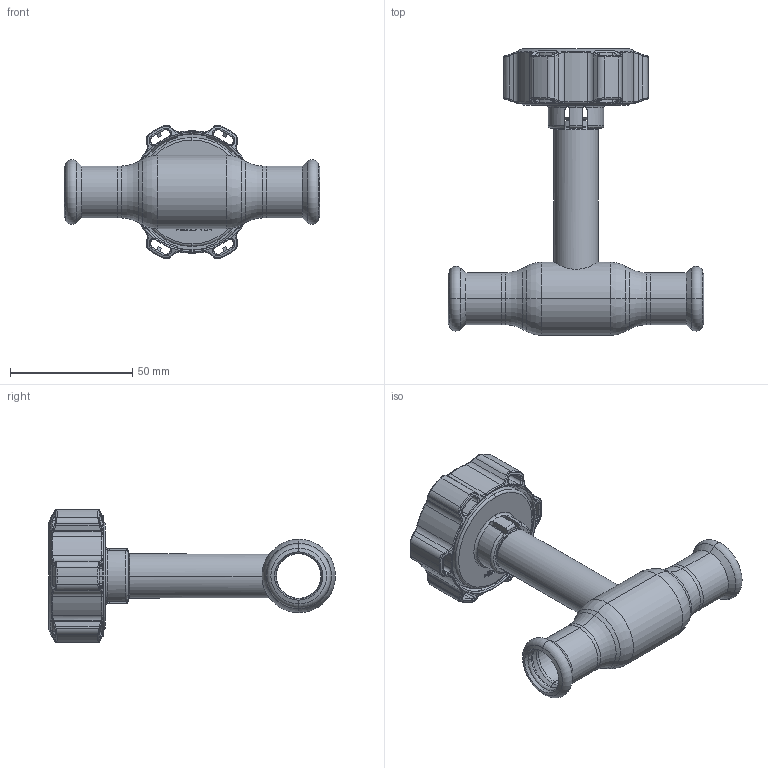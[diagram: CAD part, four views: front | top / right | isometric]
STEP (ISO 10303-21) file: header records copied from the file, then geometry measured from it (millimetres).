
FILE_DESCRIPTION (( 'STEP AP214' ), '1' );
FILE_NAME ('2015000101-0200.step', '2023-12-08T11:53:39', ( '' ), ( '' ), 'SwSTEP 2.0', 'SolidWorks 2021', '' );
FILE_SCHEMA (( 'AUTOMOTIVE_DESIGN' ));
Length unit declared in the file: millimetre
Products named in the file (1): 2015000101-0200
Bounding box: 104.6 x 117.3 x 54.57 mm (x, y, z)
Surface area: 28416.9 mm2 (no closed solid volume)
Topology: 0 solids, 11 shells, 538 faces, 1646 edges, 1075 vertices
Faces by surface type: bspline 188, cylinder 124, plane 92, torus 79, cone 55
Entity records: 34831 total; most frequent: CARTESIAN_POINT 16127, ORIENTED_EDGE 2843, DIRECTION 2193, EDGE_CURVE 1642, VERTEX_POINT 1075, AXIS2_PLACEMENT_3D 879, B_SPLINE_CURVE_WITH_KNOTS 640, EDGE_LOOP 568
